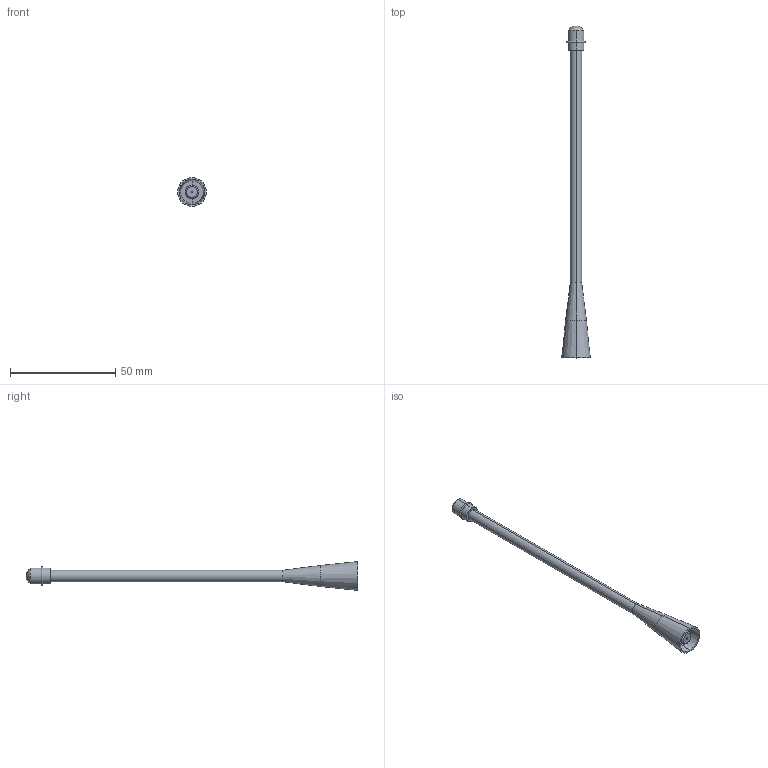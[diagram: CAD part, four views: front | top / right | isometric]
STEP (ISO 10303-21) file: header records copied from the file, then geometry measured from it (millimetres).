
FILE_DESCRIPTION (( 'STEP AP214' ), '1' );
FILE_NAME ('FMANRBD1007_3D.step', '2023-02-22T17:21:47', ( '' ), ( '' ), 'SwSTEP 2.0', 'SolidWorks 2022', '' );
FILE_SCHEMA (( 'AUTOMOTIVE_DESIGN' ));
Length unit declared in the file: inch
Products named in the file (1): FMANRBD1007_3D
Bounding box: 13.7 x 158 x 13.7 mm (x, y, z)
Volume: 5392.8 mm3; surface area: 3744.8 mm2
Topology: 1 solids, 1 shells, 34 faces, 68 edges, 41 vertices
Faces by surface type: cylinder 12, cone 12, plane 6, torus 2, sphere 2
Entity records: 932 total; most frequent: DIRECTION 182, CARTESIAN_POINT 144, ORIENTED_EDGE 136, AXIS2_PLACEMENT_3D 79, EDGE_CURVE 68, CIRCLE 44, VERTEX_POINT 41, EDGE_LOOP 39
